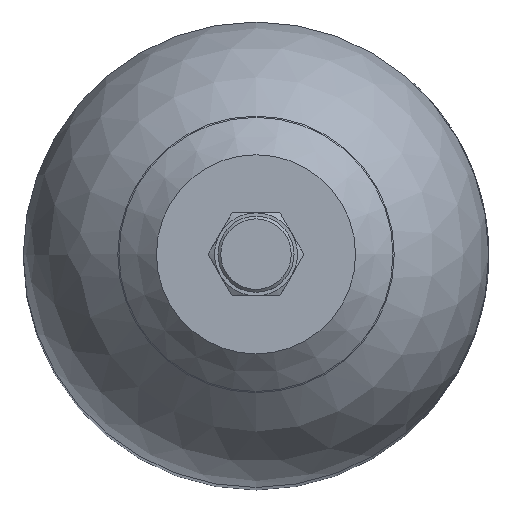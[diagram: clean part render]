
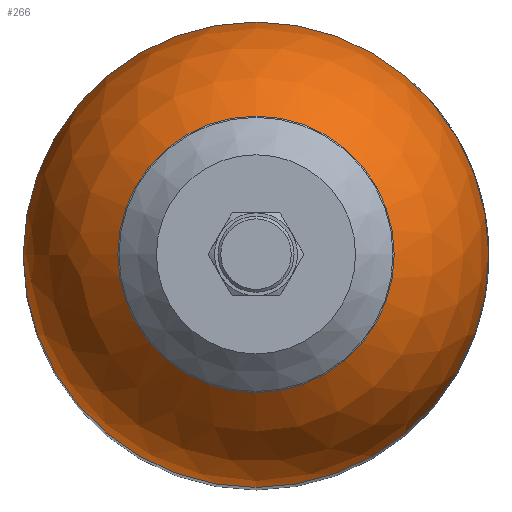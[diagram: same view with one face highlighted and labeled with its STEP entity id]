
A CAD part, top view. The second image highlights one B-rep face of the part: STEP entity #266.
In plain terms, the highlighted spherical face has radius 84.15 mm.
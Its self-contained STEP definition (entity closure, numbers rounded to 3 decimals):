
#266 = ADVANCED_FACE( '', ( #717, #718 ), #719, .T. );
#717 = FACE_OUTER_BOUND( '', #1413, .T. );
#718 = FACE_OUTER_BOUND( '', #1414, .T. );
#719 = SPHERICAL_SURFACE( '', #1415, 84.15 );
#1413 = EDGE_LOOP( '', ( #2317 ) );
#1414 = EDGE_LOOP( '', ( #2318 ) );
#1415 = AXIS2_PLACEMENT_3D( '', #2319, #2320, #2321 );
#2317 = ORIENTED_EDGE( '', *, *, #4569, .T. );
#2318 = ORIENTED_EDGE( '', *, *, #4570, .F. );
#2319 = CARTESIAN_POINT( '', ( 0., 0., 259.304 ) );
#2320 = DIRECTION( '', ( 0., 0., -1. ) );
#2321 = DIRECTION( '', ( -1., 0., 0. ) );
#4569 = EDGE_CURVE( '', #5285, #5285, #5286, .T. );
#4570 = EDGE_CURVE( '', #5287, #5287, #5288, .T. );
#5285 = VERTEX_POINT( '', #6715 );
#5286 = CIRCLE( '', #6716, 49.559 );
#5287 = VERTEX_POINT( '', #6717 );
#5288 = CIRCLE( '', #6718, 84.15 );
#6715 = CARTESIAN_POINT( '', ( -49.559, 0., 327.313 ) );
#6716 = AXIS2_PLACEMENT_3D( '', #9446, #9447, #9448 );
#6717 = CARTESIAN_POINT( '', ( -84.15, 0., 259.304 ) );
#6718 = AXIS2_PLACEMENT_3D( '', #9449, #9450, #9451 );
#9446 = CARTESIAN_POINT( '', ( 0., 0., 327.313 ) );
#9447 = DIRECTION( '', ( 0., 0., -1. ) );
#9448 = DIRECTION( '', ( -1., 0., 0. ) );
#9449 = CARTESIAN_POINT( '', ( 0., 0., 259.304 ) );
#9450 = DIRECTION( '', ( 0., 0., -1. ) );
#9451 = DIRECTION( '', ( -1., 0., 0. ) );
